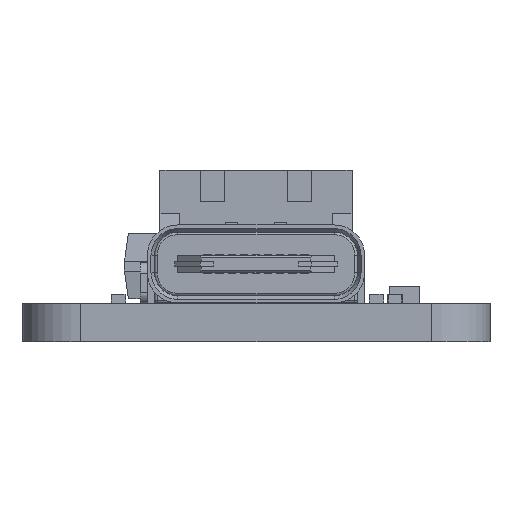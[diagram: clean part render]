
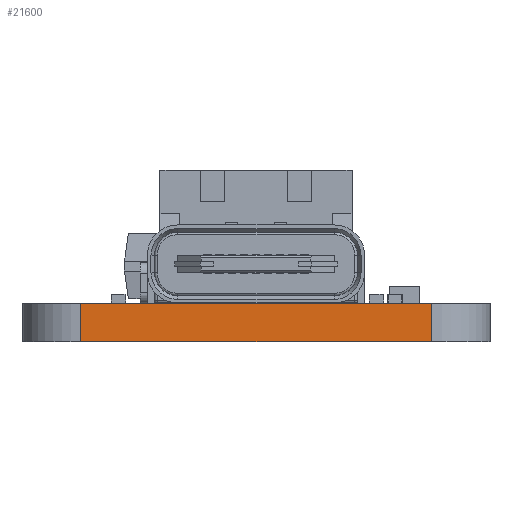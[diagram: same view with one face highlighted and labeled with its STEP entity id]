
A CAD part, left-side view. The second image highlights one B-rep face of the part: STEP entity #21600.
In plain terms, the highlighted planar face has unit normal (-1, 0, 0).
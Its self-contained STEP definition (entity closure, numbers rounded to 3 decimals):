
#1201=PLANE('',#23056);
#2089=FACE_OUTER_BOUND('',#3294,.T.);
#3294=EDGE_LOOP('',(#16123,#16124,#16125,#16126));
#5149=LINE('',#32062,#7670);
#5171=LINE('',#32119,#7692);
#5172=LINE('',#32121,#7693);
#5173=LINE('',#32122,#7694);
#7670=VECTOR('',#25967,10.);
#7692=VECTOR('',#26021,10.);
#7693=VECTOR('',#26024,10.);
#7694=VECTOR('',#26025,10.);
#10337=VERTEX_POINT('',#32059);
#10338=VERTEX_POINT('',#32061);
#10356=VERTEX_POINT('',#32115);
#10357=VERTEX_POINT('',#32117);
#12654=EDGE_CURVE('',#10337,#10338,#5149,.T.);
#12683=EDGE_CURVE('',#10356,#10357,#5171,.T.);
#12684=EDGE_CURVE('',#10337,#10356,#5172,.T.);
#12685=EDGE_CURVE('',#10338,#10357,#5173,.T.);
#16123=ORIENTED_EDGE('',*,*,#12684,.T.);
#16124=ORIENTED_EDGE('',*,*,#12683,.T.);
#16125=ORIENTED_EDGE('',*,*,#12685,.F.);
#16126=ORIENTED_EDGE('',*,*,#12654,.F.);
#21600=ADVANCED_FACE('',(#2089),#1201,.T.);
#23056=AXIS2_PLACEMENT_3D('',#32120,#26022,#26023);
#25967=DIRECTION('',(0.,0.,1.));
#26021=DIRECTION('',(0.,0.,1.));
#26022=DIRECTION('center_axis',(-1.,0.,0.));
#26023=DIRECTION('ref_axis',(0.,-1.,0.));
#26024=DIRECTION('',(0.,-1.,0.));
#26025=DIRECTION('',(0.,-1.,0.));
#32059=CARTESIAN_POINT('',(0.,16.84,0.));
#32061=CARTESIAN_POINT('',(0.,16.84,1.57));
#32062=CARTESIAN_POINT('',(0.,16.84,0.));
#32115=CARTESIAN_POINT('',(0.,2.413,0.));
#32117=CARTESIAN_POINT('',(0.,2.413,1.57));
#32119=CARTESIAN_POINT('',(0.,2.413,0.));
#32120=CARTESIAN_POINT('Origin',(0.,16.84,0.));
#32121=CARTESIAN_POINT('',(0.,16.84,0.));
#32122=CARTESIAN_POINT('',(0.,16.84,1.57));
